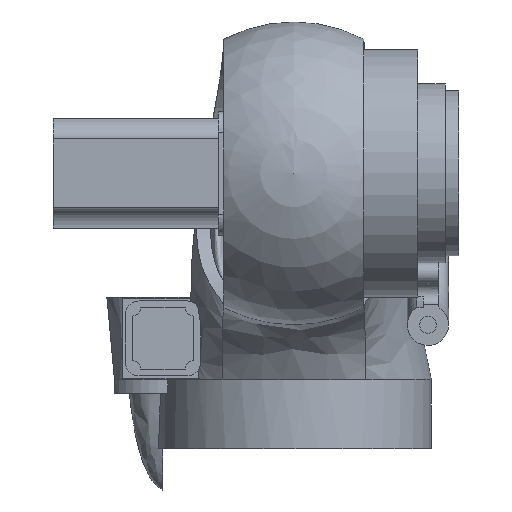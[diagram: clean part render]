
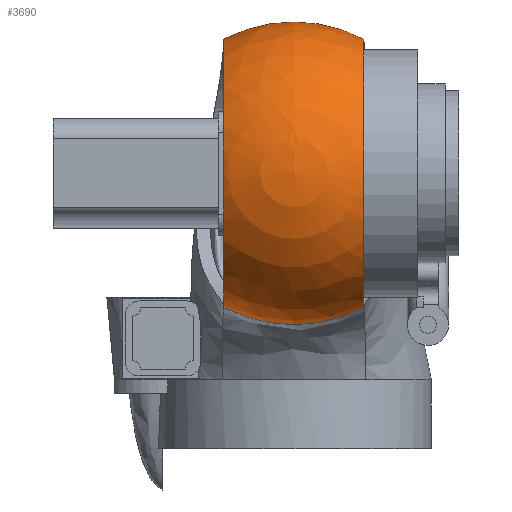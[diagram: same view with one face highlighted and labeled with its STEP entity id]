
A CAD part, front view. The second image highlights one B-rep face of the part: STEP entity #3690.
In plain terms, the highlighted spherical face has radius 110 mm.
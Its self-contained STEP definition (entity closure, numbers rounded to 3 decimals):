
#63 = DIRECTION ( 'NONE',  ( 0., 0., 1. ) ) ;
#128 = CIRCLE ( 'NONE', #5711, 97.5 ) ;
#168 = VERTEX_POINT ( 'NONE', #804 ) ;
#254 = CIRCLE ( 'NONE', #3977, 97.5 ) ;
#279 = EDGE_CURVE ( 'NONE', #2093, #168, #4400, .T. ) ;
#615 = CARTESIAN_POINT ( 'NONE',  ( -120., 0., 0. ) ) ;
#716 = AXIS2_PLACEMENT_3D ( 'NONE', #615, #3437, #63 ) ;
#739 = ORIENTED_EDGE ( 'NONE', *, *, #2263, .T. ) ;
#804 = CARTESIAN_POINT ( 'NONE',  ( -170.929, 0., -97.5 ) ) ;
#930 = EDGE_CURVE ( 'NONE', #168, #4776, #254, .T. ) ;
#1086 = CARTESIAN_POINT ( 'NONE',  ( -120., 0., 0. ) ) ;
#1629 = SPHERICAL_SURFACE ( 'NONE', #716, 110. ) ;
#1631 = ORIENTED_EDGE ( 'NONE', *, *, #930, .F. ) ;
#1667 = DIRECTION ( 'NONE',  ( 0., 0., -1. ) ) ;
#1883 = VERTEX_POINT ( 'NONE', #3985 ) ;
#1915 = DIRECTION ( 'NONE',  ( -1., 0., 0. ) ) ;
#2009 = CARTESIAN_POINT ( 'NONE',  ( -69.071, 0., -97.5 ) ) ;
#2093 = VERTEX_POINT ( 'NONE', #2009 ) ;
#2165 = DIRECTION ( 'NONE',  ( -1., 0., 0. ) ) ;
#2263 = EDGE_CURVE ( 'NONE', #1883, #4776, #3339, .T. ) ;
#2659 = CARTESIAN_POINT ( 'NONE',  ( -120., 0., 0. ) ) ;
#3128 = AXIS2_PLACEMENT_3D ( 'NONE', #2659, #6650, #3230 ) ;
#3182 = DIRECTION ( 'NONE',  ( 0., 0., 1. ) ) ;
#3230 = DIRECTION ( 'NONE',  ( 0., 0., 1. ) ) ;
#3339 = CIRCLE ( 'NONE', #4700, 110. ) ;
#3376 = EDGE_LOOP ( 'NONE', ( #4006, #5213, #739, #1631 ) ) ;
#3437 = DIRECTION ( 'NONE',  ( 0., 1., 0. ) ) ;
#3690 = ADVANCED_FACE ( 'NONE', ( #4644 ), #1629, .T. ) ;
#3977 = AXIS2_PLACEMENT_3D ( 'NONE', #6050, #2165, #3182 ) ;
#3985 = CARTESIAN_POINT ( 'NONE',  ( -69.071, 0., 97.5 ) ) ;
#4006 = ORIENTED_EDGE ( 'NONE', *, *, #279, .F. ) ;
#4400 = CIRCLE ( 'NONE', #3128, 110. ) ;
#4511 = CARTESIAN_POINT ( 'NONE',  ( -170.929, 0., 97.5 ) ) ;
#4644 = FACE_OUTER_BOUND ( 'NONE', #3376, .T. ) ;
#4700 = AXIS2_PLACEMENT_3D ( 'NONE', #1086, #5063, #1667 ) ;
#4776 = VERTEX_POINT ( 'NONE', #4511 ) ;
#4890 = EDGE_CURVE ( 'NONE', #2093, #1883, #128, .T. ) ;
#5063 = DIRECTION ( 'NONE',  ( 0., -1., 0. ) ) ;
#5213 = ORIENTED_EDGE ( 'NONE', *, *, #4890, .T. ) ;
#5326 = CARTESIAN_POINT ( 'NONE',  ( -69.071, 0., 0. ) ) ;
#5711 = AXIS2_PLACEMENT_3D ( 'NONE', #5326, #1915, #5907 ) ;
#5907 = DIRECTION ( 'NONE',  ( 0., 0., 1. ) ) ;
#6050 = CARTESIAN_POINT ( 'NONE',  ( -170.929, 0., 0. ) ) ;
#6650 = DIRECTION ( 'NONE',  ( 0., 1., 0. ) ) ;
